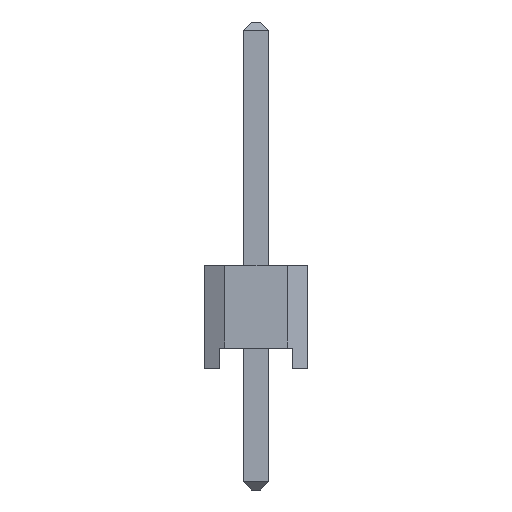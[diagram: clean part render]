
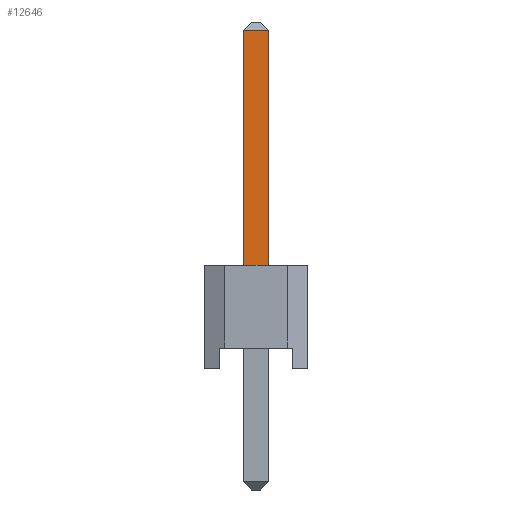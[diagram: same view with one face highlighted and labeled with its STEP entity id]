
A CAD part, left-side view. The second image highlights one B-rep face of the part: STEP entity #12646.
In plain terms, the highlighted planar face has unit normal (-1, 0, 0).
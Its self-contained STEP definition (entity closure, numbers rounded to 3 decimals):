
#1892=ORIENTED_EDGE('',*,*,#3213,.F.);
#1893=ORIENTED_EDGE('',*,*,#3530,.T.);
#1894=ORIENTED_EDGE('',*,*,#3529,.T.);
#1895=ORIENTED_EDGE('',*,*,#3531,.F.);
#3213=EDGE_CURVE('',#4297,#4294,#5275,.T.);
#3529=EDGE_CURVE('',#4471,#4472,#5591,.T.);
#3530=EDGE_CURVE('',#4297,#4471,#5592,.T.);
#3531=EDGE_CURVE('',#4294,#4472,#5593,.T.);
#4294=VERTEX_POINT('',#16926);
#4297=VERTEX_POINT('',#16931);
#4471=VERTEX_POINT('',#17571);
#4472=VERTEX_POINT('',#17575);
#5275=LINE('',#16932,#6541);
#5591=LINE('',#17582,#6857);
#5592=LINE('',#17584,#6858);
#5593=LINE('',#17585,#6859);
#6541=VECTOR('',#14355,1000.);
#6857=VECTOR('',#14987,1000.);
#6858=VECTOR('',#14990,1000.);
#6859=VECTOR('',#14991,1000.);
#7528=EDGE_LOOP('',(#1892,#1893,#1894,#1895));
#8072=FACE_BOUND('',#7528,.T.);
#8580=PLANE('',#13161);
#12646=ADVANCED_FACE('',(#8072),#8580,.F.);
#13161=AXIS2_PLACEMENT_3D('',#17583,#14988,#14989);
#14355=DIRECTION('',(0.,0.,-1.));
#14987=DIRECTION('',(0.,0.,-1.));
#14988=DIRECTION('',(1.,0.,0.));
#14989=DIRECTION('',(0.,1.,0.));
#14990=DIRECTION('',(0.,1.,0.));
#14991=DIRECTION('',(0.,1.,0.));
#16926=CARTESIAN_POINT('',(-21.91,1.27,-0.32));
#16931=CARTESIAN_POINT('',(-21.91,1.27,0.32));
#16932=CARTESIAN_POINT('',(-21.91,1.27,0.32));
#17571=CARTESIAN_POINT('',(-21.91,7.07,0.32));
#17575=CARTESIAN_POINT('',(-21.91,7.07,-0.32));
#17582=CARTESIAN_POINT('',(-21.91,7.07,-0.32));
#17583=CARTESIAN_POINT('',(-21.91,-4.27,-0.32));
#17584=CARTESIAN_POINT('',(-21.91,-4.27,0.32));
#17585=CARTESIAN_POINT('',(-21.91,-4.27,-0.32));
